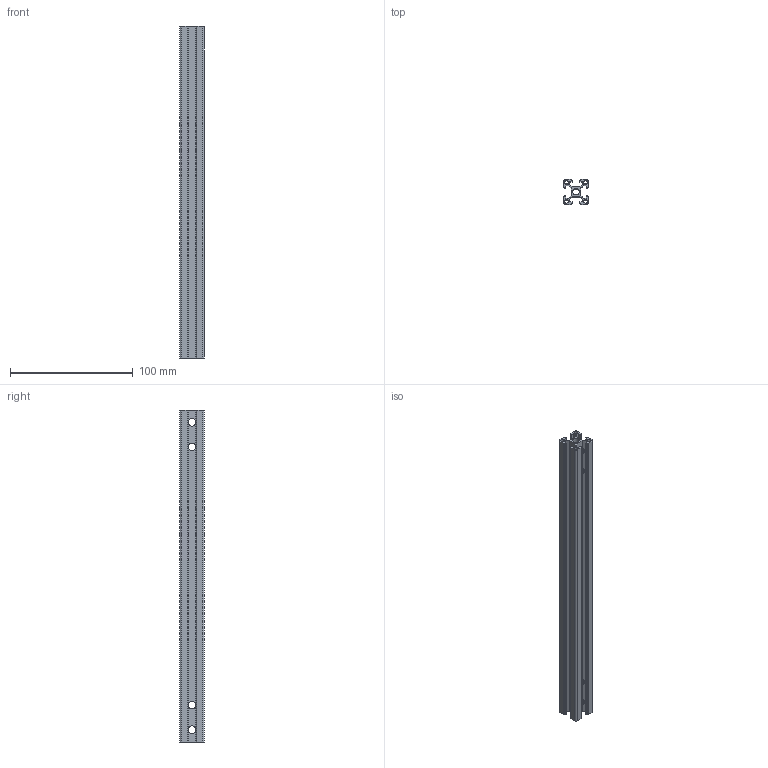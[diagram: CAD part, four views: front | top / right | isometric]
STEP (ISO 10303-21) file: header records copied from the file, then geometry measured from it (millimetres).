
FILE_DESCRIPTION (( 'STEP AP214' ), '1' );
FILE_NAME ('2020欧标铝型材_长270_轨道支架上加强横梁 1个.STEP', '2023-07-18T05:42:58', ( '' ), ( '' ), 'SwSTEP 2.0', 'SolidWorks 2022', '' );
FILE_SCHEMA (( 'AUTOMOTIVE_DESIGN' ));
Length unit declared in the file: millimetre
Products named in the file (1): 2020欧标铝型材_长270_轨道支架上加强横梁 1个
Bounding box: 20 x 20 x 270 mm (x, y, z)
Volume: 34382.6 mm3; surface area: 55887 mm2
Topology: 1 solids, 1 shells, 148 faces, 470 edges, 308 vertices
Faces by surface type: plane 86, cylinder 62
Entity records: 7028 total; most frequent: CARTESIAN_POINT 1631, ORIENTED_EDGE 940, DIRECTION 828, EDGE_CURVE 470, VECTOR 314, LINE 314, VERTEX_POINT 308, AXIS2_PLACEMENT_3D 257
